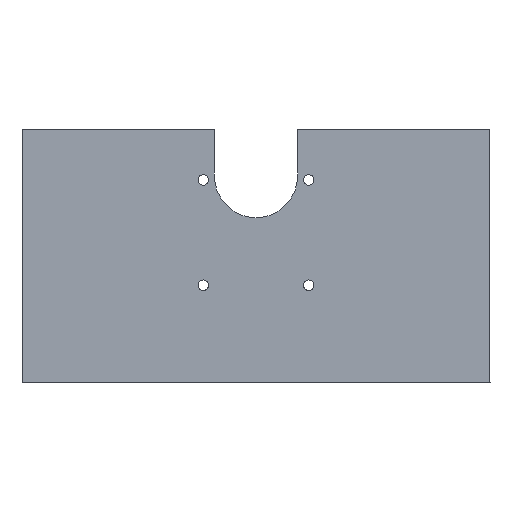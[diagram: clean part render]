
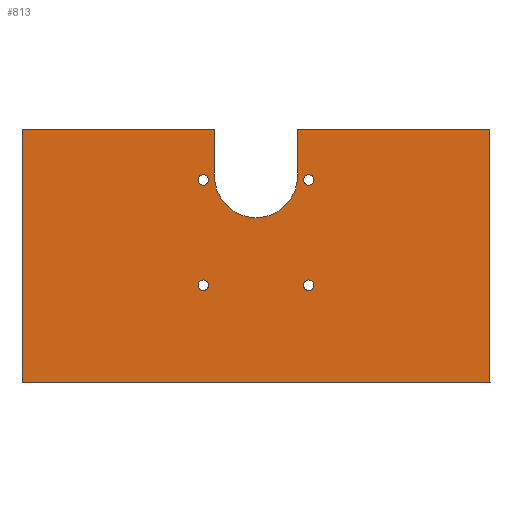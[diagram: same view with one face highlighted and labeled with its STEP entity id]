
A CAD part, front view. The second image highlights one B-rep face of the part: STEP entity #813.
In plain terms, the highlighted planar face has unit normal (0, -1, 0).
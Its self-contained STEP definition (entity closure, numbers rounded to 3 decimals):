
#47=FACE_BOUND('',#178,.T.);
#48=FACE_BOUND('',#179,.T.);
#49=FACE_BOUND('',#180,.T.);
#50=FACE_BOUND('',#181,.T.);
#69=PLANE('',#909);
#107=FACE_OUTER_BOUND('',#177,.T.);
#177=EDGE_LOOP('',(#731,#732,#733,#734,#735,#736,#737,#738));
#178=EDGE_LOOP('',(#739));
#179=EDGE_LOOP('',(#740));
#180=EDGE_LOOP('',(#741));
#181=EDGE_LOOP('',(#742));
#227=LINE('',#1293,#291);
#231=LINE('',#1300,#295);
#239=LINE('',#1338,#303);
#242=LINE('',#1342,#306);
#243=LINE('',#1345,#307);
#247=LINE('',#1353,#311);
#250=LINE('',#1357,#314);
#291=VECTOR('',#1071,10.);
#295=VECTOR('',#1077,10.);
#303=VECTOR('',#1117,10.);
#306=VECTOR('',#1122,10.);
#307=VECTOR('',#1125,10.);
#311=VECTOR('',#1131,10.);
#314=VECTOR('',#1136,10.);
#349=CIRCLE('',#890,1.35);
#351=CIRCLE('',#893,1.35);
#353=CIRCLE('',#896,1.35);
#355=CIRCLE('',#899,1.35);
#358=CIRCLE('',#903,10.65);
#409=VERTEX_POINT('',#1290);
#410=VERTEX_POINT('',#1292);
#412=VERTEX_POINT('',#1298);
#413=VERTEX_POINT('',#1302);
#415=VERTEX_POINT('',#1308);
#417=VERTEX_POINT('',#1314);
#419=VERTEX_POINT('',#1320);
#423=VERTEX_POINT('',#1329);
#424=VERTEX_POINT('',#1331);
#426=VERTEX_POINT('',#1337);
#427=VERTEX_POINT('',#1344);
#430=VERTEX_POINT('',#1352);
#505=EDGE_CURVE('',#410,#409,#227,.T.);
#509=EDGE_CURVE('',#409,#412,#231,.T.);
#510=EDGE_CURVE('',#413,#413,#349,.T.);
#513=EDGE_CURVE('',#415,#415,#351,.T.);
#516=EDGE_CURVE('',#417,#417,#353,.T.);
#519=EDGE_CURVE('',#419,#419,#355,.T.);
#524=EDGE_CURVE('',#424,#423,#358,.T.);
#527=EDGE_CURVE('',#426,#424,#239,.T.);
#530=EDGE_CURVE('',#412,#426,#242,.T.);
#531=EDGE_CURVE('',#427,#410,#243,.T.);
#535=EDGE_CURVE('',#430,#427,#247,.T.);
#538=EDGE_CURVE('',#423,#430,#250,.T.);
#731=ORIENTED_EDGE('',*,*,#538,.T.);
#732=ORIENTED_EDGE('',*,*,#535,.T.);
#733=ORIENTED_EDGE('',*,*,#531,.T.);
#734=ORIENTED_EDGE('',*,*,#505,.T.);
#735=ORIENTED_EDGE('',*,*,#509,.T.);
#736=ORIENTED_EDGE('',*,*,#530,.T.);
#737=ORIENTED_EDGE('',*,*,#527,.T.);
#738=ORIENTED_EDGE('',*,*,#524,.T.);
#739=ORIENTED_EDGE('',*,*,#519,.T.);
#740=ORIENTED_EDGE('',*,*,#516,.T.);
#741=ORIENTED_EDGE('',*,*,#513,.T.);
#742=ORIENTED_EDGE('',*,*,#510,.T.);
#813=ADVANCED_FACE('',(#107,#47,#48,#49,#50),#69,.T.);
#890=AXIS2_PLACEMENT_3D('',#1303,#1080,#1081);
#893=AXIS2_PLACEMENT_3D('',#1309,#1087,#1088);
#896=AXIS2_PLACEMENT_3D('',#1315,#1094,#1095);
#899=AXIS2_PLACEMENT_3D('',#1321,#1101,#1102);
#903=AXIS2_PLACEMENT_3D('',#1332,#1111,#1112);
#909=AXIS2_PLACEMENT_3D('',#1358,#1137,#1138);
#1071=DIRECTION('',(1.,0.,0.));
#1077=DIRECTION('',(0.,0.,1.));
#1080=DIRECTION('center_axis',(0.,1.,0.));
#1081=DIRECTION('ref_axis',(1.,0.,0.));
#1087=DIRECTION('center_axis',(0.,1.,0.));
#1088=DIRECTION('ref_axis',(1.,0.,0.));
#1094=DIRECTION('center_axis',(0.,1.,0.));
#1095=DIRECTION('ref_axis',(1.,0.,0.));
#1101=DIRECTION('center_axis',(0.,1.,0.));
#1102=DIRECTION('ref_axis',(1.,0.,0.));
#1111=DIRECTION('center_axis',(0.,1.,0.));
#1112=DIRECTION('ref_axis',(1.,0.,0.));
#1117=DIRECTION('',(0.,0.,-1.));
#1122=DIRECTION('',(-1.,0.,0.));
#1125=DIRECTION('',(0.,0.,-1.));
#1131=DIRECTION('',(-1.,0.,0.));
#1136=DIRECTION('',(0.,0.,1.));
#1137=DIRECTION('center_axis',(0.,-1.,0.));
#1138=DIRECTION('ref_axis',(1.,0.,0.));
#1290=CARTESIAN_POINT('',(60.,22.5,-53.));
#1292=CARTESIAN_POINT('',(-60.,22.5,-53.));
#1293=CARTESIAN_POINT('',(0.,22.5,-53.));
#1298=CARTESIAN_POINT('',(60.,22.5,12.));
#1300=CARTESIAN_POINT('',(60.,22.5,12.));
#1302=CARTESIAN_POINT('',(12.15,22.5,-28.));
#1303=CARTESIAN_POINT('Origin',(13.5,22.5,-28.));
#1308=CARTESIAN_POINT('',(-14.85,22.5,-28.));
#1309=CARTESIAN_POINT('Origin',(-13.5,22.5,-28.));
#1314=CARTESIAN_POINT('',(-14.85,22.5,-1.));
#1315=CARTESIAN_POINT('Origin',(-13.5,22.5,-1.));
#1320=CARTESIAN_POINT('',(12.15,22.5,-1.));
#1321=CARTESIAN_POINT('Origin',(13.5,22.5,-1.));
#1329=CARTESIAN_POINT('',(-10.65,22.5,0.));
#1331=CARTESIAN_POINT('',(10.65,22.5,0.));
#1332=CARTESIAN_POINT('Origin',(0.,22.5,0.));
#1337=CARTESIAN_POINT('',(10.65,22.5,12.));
#1338=CARTESIAN_POINT('',(10.65,22.5,0.));
#1342=CARTESIAN_POINT('',(-60.,22.5,12.));
#1344=CARTESIAN_POINT('',(-60.,22.5,12.));
#1345=CARTESIAN_POINT('',(-60.,22.5,12.));
#1352=CARTESIAN_POINT('',(-10.65,22.5,12.));
#1353=CARTESIAN_POINT('',(-60.,22.5,12.));
#1357=CARTESIAN_POINT('',(-10.65,22.5,0.));
#1358=CARTESIAN_POINT('Origin',(0.,22.5,-20.5));
